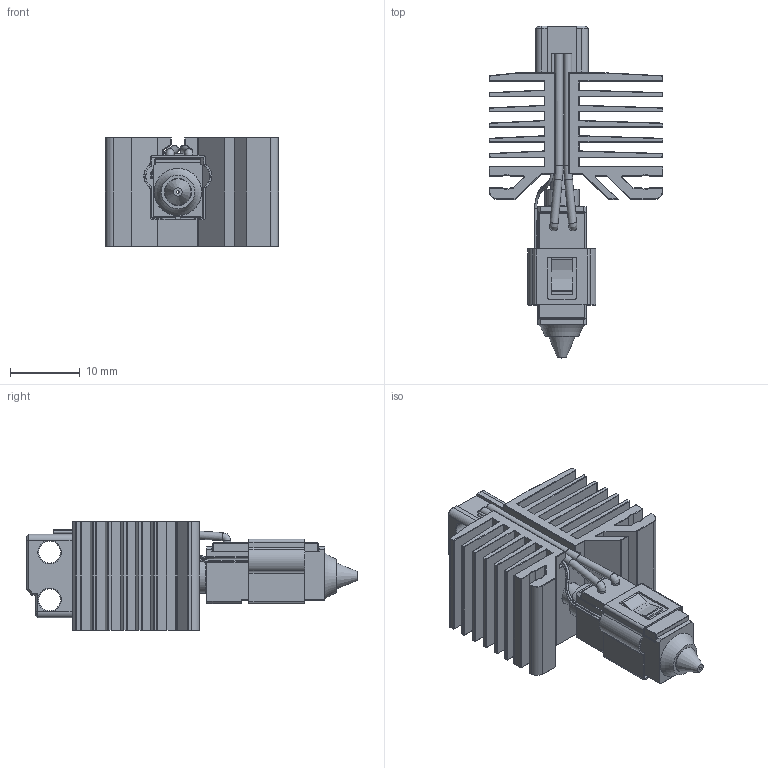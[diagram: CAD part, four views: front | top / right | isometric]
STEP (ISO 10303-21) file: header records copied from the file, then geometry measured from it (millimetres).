
FILE_DESCRIPTION(/* description */ (''),/* implementation_level */ '2;1');
FILE_NAME(/* name */ 'Bambu Labs v1.step',/* time_stamp */ '2023-07-12T22:06:33+01:00',/* author */ (''),/* organization */ (''),/* preprocessor_version */ 'ST-DEVELOPER v19.2',/* originating_system */ 'Autodesk Translation Framework v12.6.0.85',/* authorisation */ '');
FILE_SCHEMA (('AUTOMOTIVE_DESIGN { 1 0 10303 214 3 1 1 }'));
Length unit declared in the file: millimetre
Products named in the file (6): Bambu Labs; 1_dissipatore; 2_nozzle; 3_riscaldatore; 4_termistore; 5_clips
Assembly tree (5 placements, depth 2):
  Bambu Labs
    1_dissipatore
    2_nozzle
    3_riscaldatore
    4_termistore
    5_clips
Bounding box: 24.81 x 47.59 x 15.6 mm (x, y, z)
Volume: 4921.3 mm3; surface area: 8923.1 mm2
Topology: 12 solids, 13 shells, 938 faces, 2174 edges, 1255 vertices
Faces by surface type: plane 441, cylinder 237, cone 115, torus 111, bspline 30, sphere 4
Full cylindrical faces by diameter (mm): 0.3 x4, 0.35 x6, 0.36 x6, 0.37 x2, 0.4 x1, 1.15 x6, 1.4 x1, 1.8 x1, 3.15 x2, 3.16 x1, 3.17 x1, 4.99 x1
Entity records: 37139 total; most frequent: CARTESIAN_POINT 15445, DIRECTION 4742, ORIENTED_EDGE 4324, EDGE_CURVE 2162, AXIS2_PLACEMENT_3D 1705, LINE 1332, VECTOR 1332, VERTEX_POINT 1255
